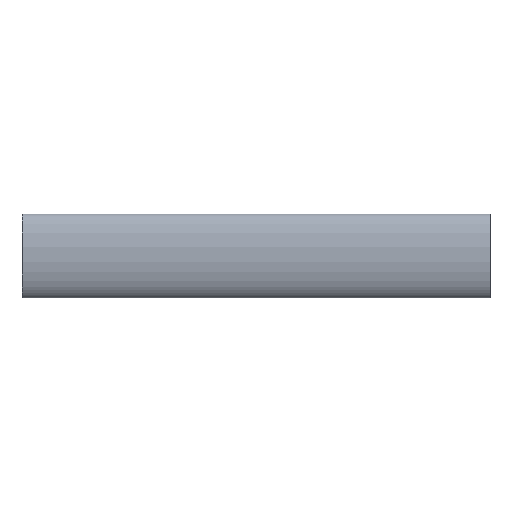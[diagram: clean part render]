
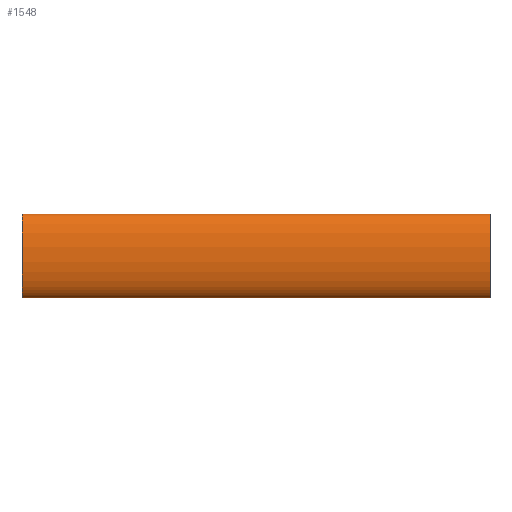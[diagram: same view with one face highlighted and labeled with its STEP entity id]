
A CAD part, left-side view. The second image highlights one B-rep face of the part: STEP entity #1548.
In plain terms, the highlighted free-form (B-spline) face has degree [3, 1] with [4, 2] control points.
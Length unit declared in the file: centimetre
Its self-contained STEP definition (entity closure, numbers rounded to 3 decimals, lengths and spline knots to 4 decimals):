
#4 = VECTOR ( 'NONE', #1628, 100. ) ;
#14 = CARTESIAN_POINT ( 'NONE',  ( -3.25, 14.5, -1.3 ) ) ;
#92 = EDGE_CURVE ( 'NONE', #820, #887, #1131, .T. ) ;
#125 = CARTESIAN_POINT ( 'NONE',  ( -4.22, 0., 1.3 ) ) ;
#132 = CARTESIAN_POINT ( 'NONE',  ( -3.25, 0., 1.3 ) ) ;
#220 = ORIENTED_EDGE ( 'NONE', *, *, #92, .T. ) ;
#278 = CARTESIAN_POINT ( 'NONE',  ( -4.22, 14.5, -1.3 ) ) ;
#321 =( BOUNDED_CURVE ( )  B_SPLINE_CURVE ( 3, ( #14, #642, #1739, #951 ),
 .UNSPECIFIED., .F., .T. ) 
 B_SPLINE_CURVE_WITH_KNOTS ( ( 4, 4 ),
 ( 3.1416, 6.2832 ),
 .UNSPECIFIED. ) 
 CURVE ( )  GEOMETRIC_REPRESENTATION_ITEM ( )  RATIONAL_B_SPLINE_CURVE ( ( 1., 0.333, 0.333, 1. ) ) 
 REPRESENTATION_ITEM ( '' )  );
#360 = VERTEX_POINT ( 'NONE', #1013 ) ;
#371 = VECTOR ( 'NONE', #1785, 100. ) ;
#481 = CARTESIAN_POINT ( 'NONE',  ( -3.25, 14.5, -1.3 ) ) ;
#530 = CARTESIAN_POINT ( 'NONE',  ( -3.25, 14.5, 1.3 ) ) ;
#615 =( BOUNDED_CURVE ( )  B_SPLINE_CURVE ( 3, ( #1412, #629, #1252, #1883 ),
 .UNSPECIFIED., .F., .T. ) 
 B_SPLINE_CURVE_WITH_KNOTS ( ( 4, 4 ),
 ( 3.1416, 6.2832 ),
 .UNSPECIFIED. ) 
 CURVE ( )  GEOMETRIC_REPRESENTATION_ITEM ( )  RATIONAL_B_SPLINE_CURVE ( ( 1., 0.333, 0.333, 1. ) ) 
 REPRESENTATION_ITEM ( '' )  );
#629 = CARTESIAN_POINT ( 'NONE',  ( -4.22, 0., -1.3 ) ) ;
#636 = CARTESIAN_POINT ( 'NONE',  ( -4.22, 0., -1.3 ) ) ;
#642 = CARTESIAN_POINT ( 'NONE',  ( -4.22, 14.5, -1.3 ) ) ;
#764 = FACE_OUTER_BOUND ( 'NONE', #908, .T. ) ;
#781 = CARTESIAN_POINT ( 'NONE',  ( -3.25, 14.5, 1.3 ) ) ;
#789 = CARTESIAN_POINT ( 'NONE',  ( -3.25, 14.5, -1.3 ) ) ;
#802 = VERTEX_POINT ( 'NONE', #781 ) ;
#820 = VERTEX_POINT ( 'NONE', #789 ) ;
#828 = EDGE_CURVE ( 'NONE', #820, #802, #321, .T. ) ;
#887 = VERTEX_POINT ( 'NONE', #1771 ) ;
#908 = EDGE_LOOP ( 'NONE', ( #1957, #220, #2016, #1239 ) ) ;
#935 = CARTESIAN_POINT ( 'NONE',  ( -3.25, 0., -1.3 ) ) ;
#951 = CARTESIAN_POINT ( 'NONE',  ( -3.25, 14.5, 1.3 ) ) ;
#1013 = CARTESIAN_POINT ( 'NONE',  ( -3.25, 0., 1.3 ) ) ;
#1100 = CARTESIAN_POINT ( 'NONE',  ( -4.22, 14.5, 1.3 ) ) ;
#1120 = CARTESIAN_POINT ( 'NONE',  ( -3.25, 14.5, -1.3 ) ) ;
#1131 = LINE ( 'NONE', #1120, #371 ) ;
#1199 = EDGE_CURVE ( 'NONE', #887, #360, #615, .T. ) ;
#1239 = ORIENTED_EDGE ( 'NONE', *, *, #1258, .F. ) ;
#1244 =( BOUNDED_SURFACE ( )  B_SPLINE_SURFACE ( 3, 1, ( 
 ( #481, #935 ),
 ( #278, #636 ),
 ( #1100, #125 ),
 ( #1378, #132 ) ),
 .UNSPECIFIED., .F., .F., .F. ) 
 B_SPLINE_SURFACE_WITH_KNOTS ( ( 4, 4 ),
 ( 2, 2 ),
 ( 0., 1. ),
 ( 0., 1. ),
 .UNSPECIFIED. ) 
 GEOMETRIC_REPRESENTATION_ITEM ( )  RATIONAL_B_SPLINE_SURFACE ( (
 ( 1., 1.),
 ( 0.333, 0.333),
 ( 0.333, 0.333),
 ( 1., 1.) ) ) 
 REPRESENTATION_ITEM ( '' )  SURFACE ( )  );
#1252 = CARTESIAN_POINT ( 'NONE',  ( -4.22, 0., 1.3 ) ) ;
#1258 = EDGE_CURVE ( 'NONE', #802, #360, #1442, .T. ) ;
#1378 = CARTESIAN_POINT ( 'NONE',  ( -3.25, 14.5, 1.3 ) ) ;
#1412 = CARTESIAN_POINT ( 'NONE',  ( -3.25, 0., -1.3 ) ) ;
#1442 = LINE ( 'NONE', #530, #4 ) ;
#1548 = ADVANCED_FACE ( 'NONE', ( #764 ), #1244, .F. ) ;
#1628 = DIRECTION ( 'NONE',  ( 0., -1., 0. ) ) ;
#1739 = CARTESIAN_POINT ( 'NONE',  ( -4.22, 14.5, 1.3 ) ) ;
#1771 = CARTESIAN_POINT ( 'NONE',  ( -3.25, 0., -1.3 ) ) ;
#1785 = DIRECTION ( 'NONE',  ( 0., -1., 0. ) ) ;
#1883 = CARTESIAN_POINT ( 'NONE',  ( -3.25, 0., 1.3 ) ) ;
#1957 = ORIENTED_EDGE ( 'NONE', *, *, #828, .F. ) ;
#2016 = ORIENTED_EDGE ( 'NONE', *, *, #1199, .T. ) ;
